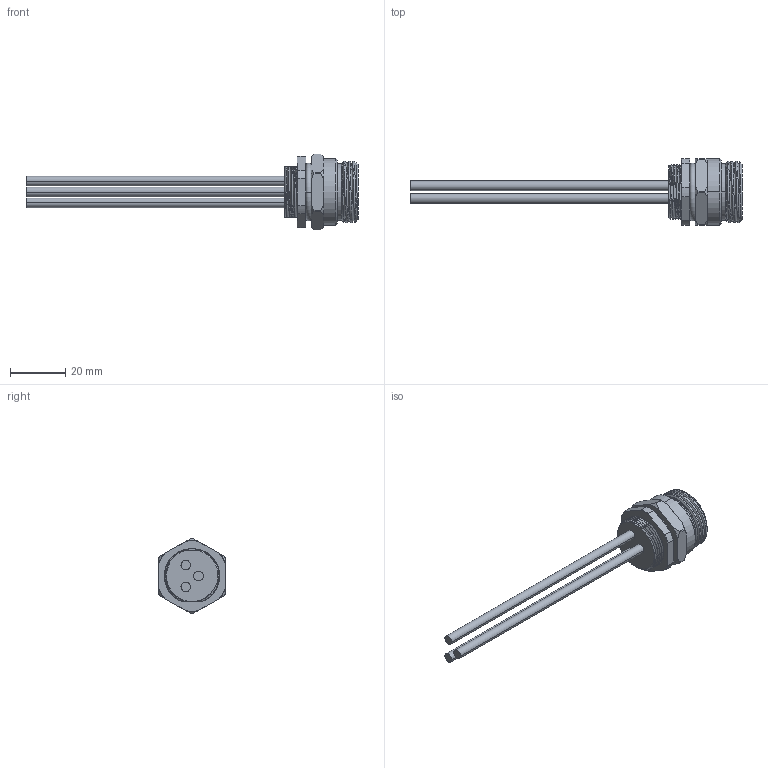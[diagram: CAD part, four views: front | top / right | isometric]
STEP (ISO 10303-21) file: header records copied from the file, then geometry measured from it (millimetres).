
FILE_DESCRIPTION((''),'2;1');
FILE_NAME('FMZ32-M-M20_ASM','2019-02-27T',('Dell'),(''),'CREO PARAMETRIC BY PTC INC, 2017020','CREO PARAMETRIC BY PTC INC, 2017020','');
FILE_SCHEMA(('CONFIG_CONTROL_DESIGN'));
Length unit declared in the file: millimetre
Products named in the file (1): FMZ32-M-M20_ASM
Bounding box: 120.5 x 24 x 27.5 mm (x, y, z)
Volume: 11716.4 mm3; surface area: 9198.5 mm2
Topology: 1 solids, 8 shells, 250 faces, 629 edges, 408 vertices
Faces by surface type: cylinder 84, plane 70, bspline 48, cone 40, sphere 6, torus 2
Entity records: 11638 total; most frequent: CARTESIAN_POINT 6010, ORIENTED_EDGE 1246, DIRECTION 1012, EDGE_CURVE 623, AXIS2_PLACEMENT_3D 419, VERTEX_POINT 409, EDGE_LOOP 282, FACE_OUTER_BOUND 249
